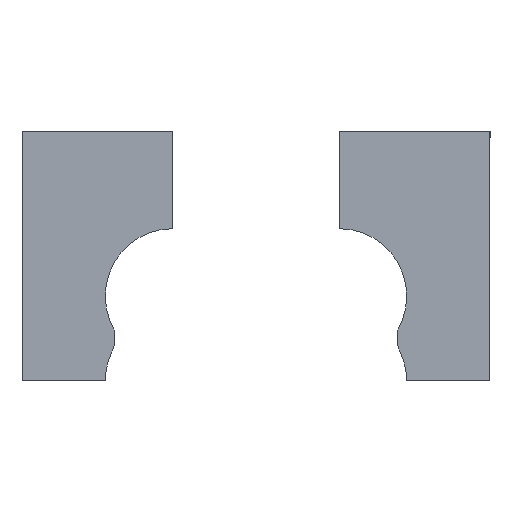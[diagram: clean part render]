
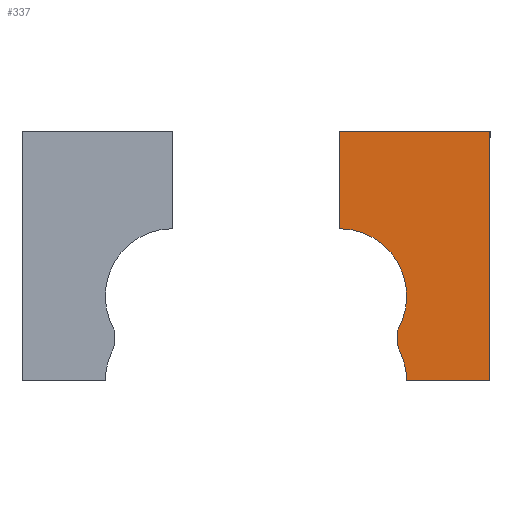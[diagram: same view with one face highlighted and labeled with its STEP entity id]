
A CAD part, left-side view. The second image highlights one B-rep face of the part: STEP entity #337.
In plain terms, the highlighted planar face has unit normal (-1, 0, 0).
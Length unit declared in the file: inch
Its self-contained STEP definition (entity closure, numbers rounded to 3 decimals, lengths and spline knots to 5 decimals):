
#23=FACE_OUTER_BOUND('',#43,.T.);
#43=EDGE_LOOP('',(#227,#228,#229,#230,#231,#232,#233,#234));
#63=LINE('',#500,#99);
#64=LINE('',#506,#100);
#65=LINE('',#508,#101);
#66=LINE('',#510,#102);
#67=LINE('',#511,#103);
#99=VECTOR('',#398,0.3937);
#100=VECTOR('',#403,0.3937);
#101=VECTOR('',#404,0.3937);
#102=VECTOR('',#405,0.3937);
#103=VECTOR('',#406,0.3937);
#135=CIRCLE('',#361,0.2025);
#136=CIRCLE('',#362,0.045);
#137=CIRCLE('',#363,0.2025);
#147=VERTEX_POINT('',#496);
#148=VERTEX_POINT('',#497);
#149=VERTEX_POINT('',#499);
#150=VERTEX_POINT('',#501);
#151=VERTEX_POINT('',#503);
#152=VERTEX_POINT('',#505);
#153=VERTEX_POINT('',#507);
#154=VERTEX_POINT('',#509);
#179=EDGE_CURVE('',#147,#148,#135,.T.);
#180=EDGE_CURVE('',#148,#149,#63,.T.);
#181=EDGE_CURVE('',#149,#150,#136,.T.);
#182=EDGE_CURVE('',#150,#151,#137,.T.);
#183=EDGE_CURVE('',#151,#152,#64,.T.);
#184=EDGE_CURVE('',#152,#153,#65,.T.);
#185=EDGE_CURVE('',#153,#154,#66,.T.);
#186=EDGE_CURVE('',#154,#147,#67,.T.);
#227=ORIENTED_EDGE('',*,*,#179,.T.);
#228=ORIENTED_EDGE('',*,*,#180,.T.);
#229=ORIENTED_EDGE('',*,*,#181,.T.);
#230=ORIENTED_EDGE('',*,*,#182,.T.);
#231=ORIENTED_EDGE('',*,*,#183,.T.);
#232=ORIENTED_EDGE('',*,*,#184,.T.);
#233=ORIENTED_EDGE('',*,*,#185,.T.);
#234=ORIENTED_EDGE('',*,*,#186,.T.);
#323=PLANE('',#360);
#337=ADVANCED_FACE('',(#23),#323,.F.);
#360=AXIS2_PLACEMENT_3D('',#495,#394,#395);
#361=AXIS2_PLACEMENT_3D('',#498,#396,#397);
#362=AXIS2_PLACEMENT_3D('',#502,#399,#400);
#363=AXIS2_PLACEMENT_3D('',#504,#401,#402);
#394=DIRECTION('center_axis',(1.,0.,0.));
#395=DIRECTION('ref_axis',(0.,1.,0.));
#396=DIRECTION('center_axis',(1.,0.,0.));
#397=DIRECTION('ref_axis',(0.,0.864,-0.503));
#398=DIRECTION('',(0.,0.,-1.));
#399=DIRECTION('center_axis',(-1.,0.,0.));
#400=DIRECTION('ref_axis',(0.,0.889,-0.458));
#401=DIRECTION('center_axis',(1.,0.,0.));
#402=DIRECTION('ref_axis',(0.,-0.889,0.458));
#403=DIRECTION('',(0.,-1.,0.));
#404=DIRECTION('',(0.,0.,1.));
#405=DIRECTION('',(0.,1.,0.));
#406=DIRECTION('',(0.,0.,-1.));
#495=CARTESIAN_POINT('Origin',(-3.,-0.72625,2.34538));
#496=CARTESIAN_POINT('',(-3.,-0.5,2.4275));
#497=CARTESIAN_POINT('',(-3.,-0.675,2.12311));
#498=CARTESIAN_POINT('Origin',(-3.,-0.5,2.225));
#499=CARTESIAN_POINT('',(-3.,-0.675,2.08376));
#500=CARTESIAN_POINT('',(-3.,-0.675,2.12311));
#501=CARTESIAN_POINT('',(-3.,-0.68,2.06314));
#502=CARTESIAN_POINT('Origin',(-3.,-0.72,2.08376));
#503=CARTESIAN_POINT('',(-3.,-0.7025,1.97038));
#504=CARTESIAN_POINT('Origin',(-3.,-0.5,1.97038));
#505=CARTESIAN_POINT('',(-3.,-0.9525,1.97038));
#506=CARTESIAN_POINT('',(-3.,-0.7025,1.97038));
#507=CARTESIAN_POINT('',(-3.,-0.9525,2.72038));
#508=CARTESIAN_POINT('',(-3.,-0.9525,1.97038));
#509=CARTESIAN_POINT('',(-3.,-0.5,2.72038));
#510=CARTESIAN_POINT('',(-3.,-0.9525,2.72038));
#511=CARTESIAN_POINT('',(-3.,-0.5,2.4275));
